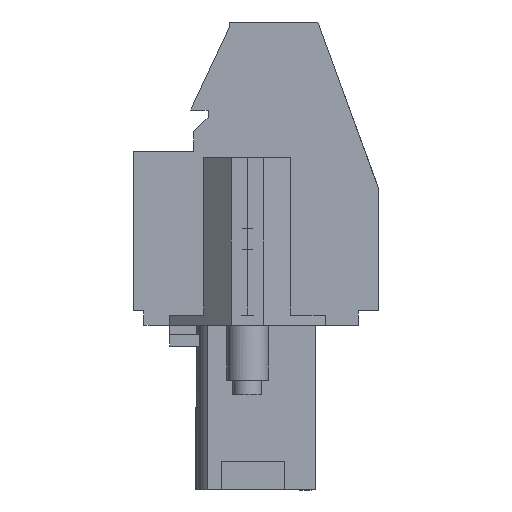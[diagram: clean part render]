
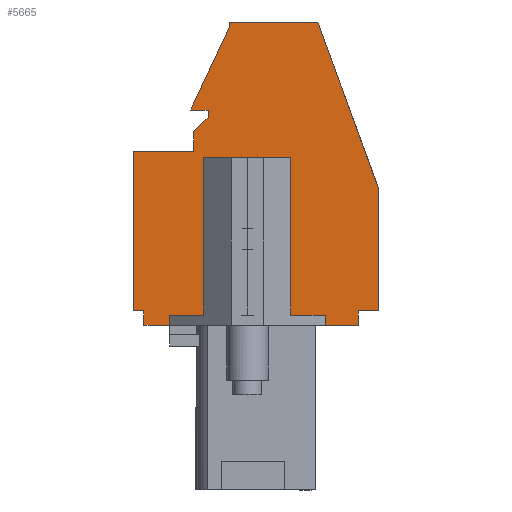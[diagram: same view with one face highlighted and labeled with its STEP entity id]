
A CAD part, left-side view. The second image highlights one B-rep face of the part: STEP entity #5665.
In plain terms, the highlighted planar face has unit normal (-1, 0, 0).
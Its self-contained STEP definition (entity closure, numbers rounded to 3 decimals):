
#2119=AXIS2_PLACEMENT_3D('Plane Axis2P3D',#2116,#2117,#2118) ;
#107=CARTESIAN_POINT('Line Origine',(3.47,1.782,7.95)) ;
#111=CARTESIAN_POINT('Vertex',(3.47,2.58,7.95)) ;
#113=CARTESIAN_POINT('Vertex',(3.47,0.983,7.95)) ;
#148=CARTESIAN_POINT('Vertex',(3.47,10.08,7.95)) ;
#151=CARTESIAN_POINT('Line Origine',(3.47,10.705,7.95)) ;
#155=CARTESIAN_POINT('Vertex',(3.47,11.33,7.95)) ;
#2116=CARTESIAN_POINT('Axis2P3D Location',(3.47,0.,0.)) ;
#5521=CARTESIAN_POINT('Line Origine',(3.47,0.983,8.3)) ;
#5525=CARTESIAN_POINT('Vertex',(3.47,0.983,8.65)) ;
#5528=CARTESIAN_POINT('Line Origine',(3.47,0.492,8.65)) ;
#5532=CARTESIAN_POINT('Vertex',(3.47,0.,8.65)) ;
#5535=CARTESIAN_POINT('Line Origine',(3.47,0.,11.611)) ;
#5539=CARTESIAN_POINT('Vertex',(3.47,0.,14.572)) ;
#5542=CARTESIAN_POINT('Line Origine',(3.47,1.461,18.586)) ;
#5546=CARTESIAN_POINT('Vertex',(3.47,2.922,22.6)) ;
#5549=CARTESIAN_POINT('Line Origine',(3.47,5.052,22.6)) ;
#5553=CARTESIAN_POINT('Vertex',(3.47,7.181,22.6)) ;
#5556=CARTESIAN_POINT('Line Origine',(3.47,7.181,22.5)) ;
#5560=CARTESIAN_POINT('Vertex',(3.47,7.181,22.4)) ;
#5563=CARTESIAN_POINT('Line Origine',(3.47,8.126,20.375)) ;
#5567=CARTESIAN_POINT('Vertex',(3.47,9.07,18.35)) ;
#5570=CARTESIAN_POINT('Line Origine',(3.47,8.65,18.35)) ;
#5574=CARTESIAN_POINT('Vertex',(3.47,8.23,18.35)) ;
#5577=CARTESIAN_POINT('Line Origine',(3.47,8.23,18.175)) ;
#5581=CARTESIAN_POINT('Vertex',(3.47,8.23,18.)) ;
#5584=CARTESIAN_POINT('Line Origine',(3.47,8.58,17.65)) ;
#5588=CARTESIAN_POINT('Vertex',(3.47,8.93,17.3)) ;
#5591=CARTESIAN_POINT('Line Origine',(3.47,8.93,16.825)) ;
#5595=CARTESIAN_POINT('Vertex',(3.47,8.93,16.35)) ;
#5598=CARTESIAN_POINT('Line Origine',(3.47,10.38,16.35)) ;
#5602=CARTESIAN_POINT('Vertex',(3.47,11.83,16.35)) ;
#5605=CARTESIAN_POINT('Line Origine',(3.47,11.83,12.5)) ;
#5609=CARTESIAN_POINT('Vertex',(3.47,11.83,8.65)) ;
#5612=CARTESIAN_POINT('Line Origine',(3.47,11.58,8.65)) ;
#5616=CARTESIAN_POINT('Vertex',(3.47,11.33,8.65)) ;
#5619=CARTESIAN_POINT('Line Origine',(3.47,11.33,8.3)) ;
#5624=CARTESIAN_POINT('Line Origine',(3.47,10.08,8.2)) ;
#5628=CARTESIAN_POINT('Vertex',(3.47,10.08,8.45)) ;
#5631=CARTESIAN_POINT('Line Origine',(3.47,6.33,8.45)) ;
#5635=CARTESIAN_POINT('Vertex',(3.47,2.58,8.45)) ;
#5638=CARTESIAN_POINT('Line Origine',(3.47,2.58,8.2)) ;
#108=DIRECTION('Vector Direction',(0.,-1.,0.)) ;
#152=DIRECTION('Vector Direction',(0.,-1.,0.)) ;
#2117=DIRECTION('Axis2P3D Direction',(-1.,0.,0.)) ;
#2118=DIRECTION('Axis2P3D XDirection',(0.,0.,1.)) ;
#5522=DIRECTION('Vector Direction',(0.,0.,1.)) ;
#5529=DIRECTION('Vector Direction',(0.,-1.,0.)) ;
#5536=DIRECTION('Vector Direction',(0.,0.,1.)) ;
#5543=DIRECTION('Vector Direction',(0.,-0.342,-0.94)) ;
#5550=DIRECTION('Vector Direction',(0.,-1.,0.)) ;
#5557=DIRECTION('Vector Direction',(0.,0.,1.)) ;
#5564=DIRECTION('Vector Direction',(0.,-0.423,0.906)) ;
#5571=DIRECTION('Vector Direction',(0.,1.,0.)) ;
#5578=DIRECTION('Vector Direction',(0.,0.,1.)) ;
#5585=DIRECTION('Vector Direction',(0.,-0.707,0.707)) ;
#5592=DIRECTION('Vector Direction',(0.,0.,1.)) ;
#5599=DIRECTION('Vector Direction',(0.,-1.,0.)) ;
#5606=DIRECTION('Vector Direction',(0.,0.,1.)) ;
#5613=DIRECTION('Vector Direction',(0.,1.,0.)) ;
#5620=DIRECTION('Vector Direction',(0.,0.,-1.)) ;
#5625=DIRECTION('Vector Direction',(0.,0.,1.)) ;
#5632=DIRECTION('Vector Direction',(0.,1.,0.)) ;
#5639=DIRECTION('Vector Direction',(0.,0.,1.)) ;
#109=VECTOR('Line Direction',#108,1.) ;
#153=VECTOR('Line Direction',#152,1.) ;
#5523=VECTOR('Line Direction',#5522,1.) ;
#5530=VECTOR('Line Direction',#5529,1.) ;
#5537=VECTOR('Line Direction',#5536,1.) ;
#5544=VECTOR('Line Direction',#5543,1.) ;
#5551=VECTOR('Line Direction',#5550,1.) ;
#5558=VECTOR('Line Direction',#5557,1.) ;
#5565=VECTOR('Line Direction',#5564,1.) ;
#5572=VECTOR('Line Direction',#5571,1.) ;
#5579=VECTOR('Line Direction',#5578,1.) ;
#5586=VECTOR('Line Direction',#5585,1.) ;
#5593=VECTOR('Line Direction',#5592,1.) ;
#5600=VECTOR('Line Direction',#5599,1.) ;
#5607=VECTOR('Line Direction',#5606,1.) ;
#5614=VECTOR('Line Direction',#5613,1.) ;
#5621=VECTOR('Line Direction',#5620,1.) ;
#5626=VECTOR('Line Direction',#5625,1.) ;
#5633=VECTOR('Line Direction',#5632,1.) ;
#5640=VECTOR('Line Direction',#5639,1.) ;
#5644=ORIENTED_EDGE('',*,*,#115,.T.) ;
#5645=ORIENTED_EDGE('',*,*,#5527,.T.) ;
#5646=ORIENTED_EDGE('',*,*,#5534,.T.) ;
#5647=ORIENTED_EDGE('',*,*,#5541,.T.) ;
#5648=ORIENTED_EDGE('',*,*,#5548,.T.) ;
#5649=ORIENTED_EDGE('',*,*,#5555,.T.) ;
#5650=ORIENTED_EDGE('',*,*,#5562,.T.) ;
#5651=ORIENTED_EDGE('',*,*,#5569,.T.) ;
#5652=ORIENTED_EDGE('',*,*,#5576,.T.) ;
#5653=ORIENTED_EDGE('',*,*,#5583,.T.) ;
#5654=ORIENTED_EDGE('',*,*,#5590,.T.) ;
#5655=ORIENTED_EDGE('',*,*,#5597,.T.) ;
#5656=ORIENTED_EDGE('',*,*,#5604,.T.) ;
#5657=ORIENTED_EDGE('',*,*,#5611,.T.) ;
#5658=ORIENTED_EDGE('',*,*,#5618,.T.) ;
#5659=ORIENTED_EDGE('',*,*,#5623,.T.) ;
#5660=ORIENTED_EDGE('',*,*,#157,.T.) ;
#5661=ORIENTED_EDGE('',*,*,#5630,.T.) ;
#5662=ORIENTED_EDGE('',*,*,#5637,.F.) ;
#5663=ORIENTED_EDGE('',*,*,#5642,.F.) ;
#5665=ADVANCED_FACE('HOUSING',(#5664),#2120,.T.) ;
#115=EDGE_CURVE('',#112,#114,#110,.T.) ;
#157=EDGE_CURVE('',#156,#149,#154,.T.) ;
#5527=EDGE_CURVE('',#114,#5526,#5524,.T.) ;
#5534=EDGE_CURVE('',#5526,#5533,#5531,.T.) ;
#5541=EDGE_CURVE('',#5533,#5540,#5538,.T.) ;
#5548=EDGE_CURVE('',#5540,#5547,#5545,.F.) ;
#5555=EDGE_CURVE('',#5547,#5554,#5552,.F.) ;
#5562=EDGE_CURVE('',#5554,#5561,#5559,.F.) ;
#5569=EDGE_CURVE('',#5561,#5568,#5566,.F.) ;
#5576=EDGE_CURVE('',#5568,#5575,#5573,.F.) ;
#5583=EDGE_CURVE('',#5575,#5582,#5580,.F.) ;
#5590=EDGE_CURVE('',#5582,#5589,#5587,.F.) ;
#5597=EDGE_CURVE('',#5589,#5596,#5594,.F.) ;
#5604=EDGE_CURVE('',#5596,#5603,#5601,.F.) ;
#5611=EDGE_CURVE('',#5603,#5610,#5608,.F.) ;
#5618=EDGE_CURVE('',#5610,#5617,#5615,.F.) ;
#5623=EDGE_CURVE('',#5617,#156,#5622,.T.) ;
#5630=EDGE_CURVE('',#149,#5629,#5627,.T.) ;
#5637=EDGE_CURVE('',#5636,#5629,#5634,.T.) ;
#5642=EDGE_CURVE('',#112,#5636,#5641,.T.) ;
#5643=EDGE_LOOP('',(#5644,#5645,#5646,#5647,#5648,#5649,#5650,#5651,#5652,#5653,#5654,#5655,#5656,#5657,#5658,#5659,#5660,#5661,#5662,#5663)) ;
#5664=FACE_OUTER_BOUND('',#5643,.T.) ;
#110=LINE('Line',#107,#109) ;
#154=LINE('Line',#151,#153) ;
#5524=LINE('Line',#5521,#5523) ;
#5531=LINE('Line',#5528,#5530) ;
#5538=LINE('Line',#5535,#5537) ;
#5545=LINE('Line',#5542,#5544) ;
#5552=LINE('Line',#5549,#5551) ;
#5559=LINE('Line',#5556,#5558) ;
#5566=LINE('Line',#5563,#5565) ;
#5573=LINE('Line',#5570,#5572) ;
#5580=LINE('Line',#5577,#5579) ;
#5587=LINE('Line',#5584,#5586) ;
#5594=LINE('Line',#5591,#5593) ;
#5601=LINE('Line',#5598,#5600) ;
#5608=LINE('Line',#5605,#5607) ;
#5615=LINE('Line',#5612,#5614) ;
#5622=LINE('Line',#5619,#5621) ;
#5627=LINE('Line',#5624,#5626) ;
#5634=LINE('Line',#5631,#5633) ;
#5641=LINE('Line',#5638,#5640) ;
#2120=PLANE('',#2119) ;
#112=VERTEX_POINT('',#111) ;
#114=VERTEX_POINT('',#113) ;
#149=VERTEX_POINT('',#148) ;
#156=VERTEX_POINT('',#155) ;
#5526=VERTEX_POINT('',#5525) ;
#5533=VERTEX_POINT('',#5532) ;
#5540=VERTEX_POINT('',#5539) ;
#5547=VERTEX_POINT('',#5546) ;
#5554=VERTEX_POINT('',#5553) ;
#5561=VERTEX_POINT('',#5560) ;
#5568=VERTEX_POINT('',#5567) ;
#5575=VERTEX_POINT('',#5574) ;
#5582=VERTEX_POINT('',#5581) ;
#5589=VERTEX_POINT('',#5588) ;
#5596=VERTEX_POINT('',#5595) ;
#5603=VERTEX_POINT('',#5602) ;
#5610=VERTEX_POINT('',#5609) ;
#5617=VERTEX_POINT('',#5616) ;
#5629=VERTEX_POINT('',#5628) ;
#5636=VERTEX_POINT('',#5635) ;
